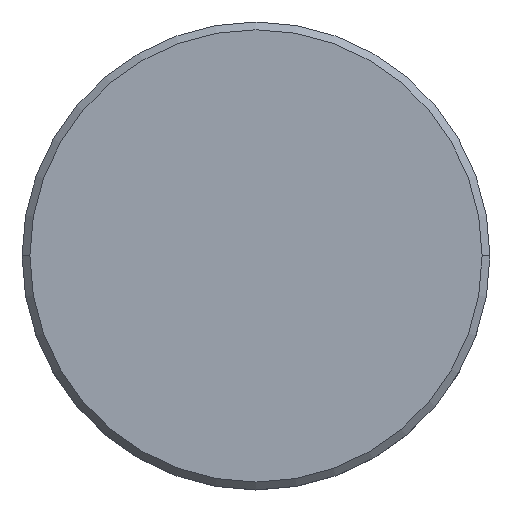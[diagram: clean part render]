
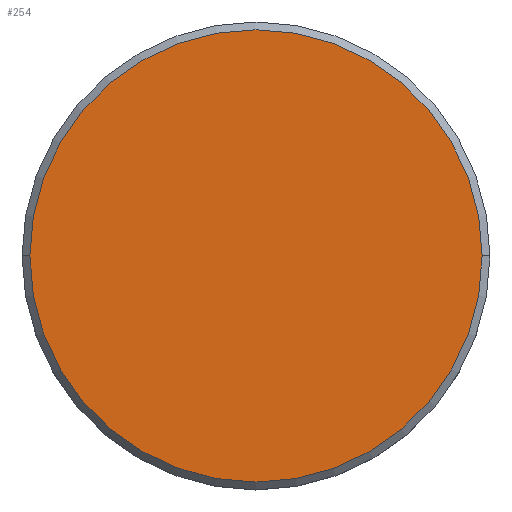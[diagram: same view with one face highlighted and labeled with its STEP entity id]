
A CAD part, top view. The second image highlights one B-rep face of the part: STEP entity #254.
In plain terms, the highlighted planar face has unit normal (0, 0, 1).
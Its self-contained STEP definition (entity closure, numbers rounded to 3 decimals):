
#22 = CARTESIAN_POINT ( 'NONE',  ( -14.5, 0., 0. ) ) ;
#144 = DIRECTION ( 'NONE',  ( 1., 0., 0. ) ) ;
#164 = CARTESIAN_POINT ( 'NONE',  ( 0., 0., 0. ) ) ;
#172 = DIRECTION ( 'NONE',  ( 0., 0., 1. ) ) ;
#253 = DIRECTION ( 'NONE',  ( 0., 0., 1. ) ) ;
#254 = ADVANCED_FACE ( 'NONE', ( #490 ), #904, .T. ) ;
#297 = ORIENTED_EDGE ( 'NONE', *, *, #399, .T. ) ;
#303 = VERTEX_POINT ( 'NONE', #22 ) ;
#338 = DIRECTION ( 'NONE',  ( 1., 0., 0. ) ) ;
#342 = VERTEX_POINT ( 'NONE', #582 ) ;
#386 = CIRCLE ( 'NONE', #628, 14.5 ) ;
#399 = EDGE_CURVE ( 'NONE', #303, #342, #1101, .T. ) ;
#490 = FACE_OUTER_BOUND ( 'NONE', #543, .T. ) ;
#511 = EDGE_CURVE ( 'NONE', #342, #303, #386, .T. ) ;
#543 = EDGE_LOOP ( 'NONE', ( #297, #1111 ) ) ;
#560 = CARTESIAN_POINT ( 'NONE',  ( 0., 0., 0. ) ) ;
#582 = CARTESIAN_POINT ( 'NONE',  ( 14.5, 0., 0. ) ) ;
#628 = AXIS2_PLACEMENT_3D ( 'NONE', #164, #253, #338 ) ;
#697 = AXIS2_PLACEMENT_3D ( 'NONE', #560, #853, #144 ) ;
#730 = AXIS2_PLACEMENT_3D ( 'NONE', #973, #172, #1068 ) ;
#853 = DIRECTION ( 'NONE',  ( 0., 0., 1. ) ) ;
#904 = PLANE ( 'NONE',  #697 ) ;
#973 = CARTESIAN_POINT ( 'NONE',  ( 0., 0., 0. ) ) ;
#1068 = DIRECTION ( 'NONE',  ( 1., 0., 0. ) ) ;
#1101 = CIRCLE ( 'NONE', #730, 14.5 ) ;
#1111 = ORIENTED_EDGE ( 'NONE', *, *, #511, .T. ) ;
